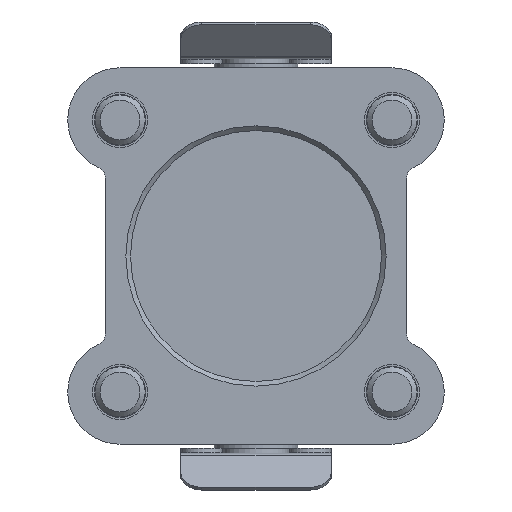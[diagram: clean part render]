
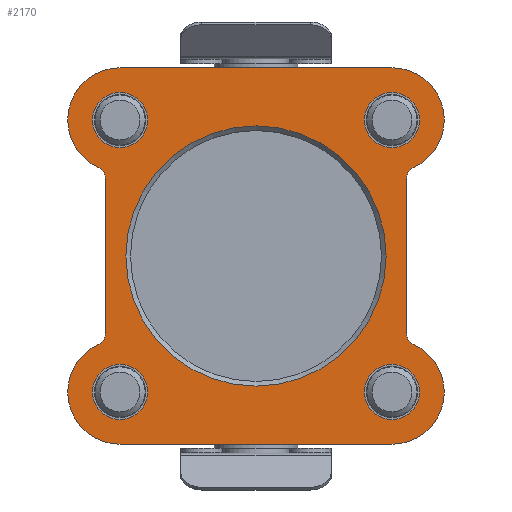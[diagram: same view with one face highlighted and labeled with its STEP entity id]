
A CAD part, front view. The second image highlights one B-rep face of the part: STEP entity #2170.
In plain terms, the highlighted planar face has unit normal (0, -1, 0).
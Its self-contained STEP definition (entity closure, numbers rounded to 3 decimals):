
#163=CIRCLE('',#2365,6.25);
#165=CIRCLE('',#2368,1.35);
#167=CIRCLE('',#2372,1.35);
#169=CIRCLE('',#2375,6.25);
#171=CIRCLE('',#2378,6.25);
#173=CIRCLE('',#2381,1.35);
#175=CIRCLE('',#2385,1.35);
#178=CIRCLE('',#2389,3.3);
#180=CIRCLE('',#2392,3.3);
#182=CIRCLE('',#2395,3.3);
#184=CIRCLE('',#2398,3.3);
#185=CIRCLE('',#2400,6.25);
#187=CIRCLE('',#2403,15.55);
#282=LINE('',#3411,#434);
#289=LINE('',#3430,#441);
#308=LINE('',#3494,#460);
#317=LINE('',#3526,#469);
#434=VECTOR('',#2655,1000.);
#441=VECTOR('',#2668,1000.);
#460=VECTOR('',#2727,1000.);
#469=VECTOR('',#2762,1000.);
#692=ORIENTED_EDGE('',*,*,#1280,.F.);
#693=ORIENTED_EDGE('',*,*,#1277,.T.);
#694=ORIENTED_EDGE('',*,*,#1275,.T.);
#695=ORIENTED_EDGE('',*,*,#1273,.T.);
#696=ORIENTED_EDGE('',*,*,#1271,.T.);
#697=ORIENTED_EDGE('',*,*,#1203,.F.);
#698=ORIENTED_EDGE('',*,*,#1278,.F.);
#699=ORIENTED_EDGE('',*,*,#1267,.T.);
#700=ORIENTED_EDGE('',*,*,#1261,.F.);
#701=ORIENTED_EDGE('',*,*,#1258,.T.);
#702=ORIENTED_EDGE('',*,*,#1255,.F.);
#703=ORIENTED_EDGE('',*,*,#1212,.F.);
#704=ORIENTED_EDGE('',*,*,#1253,.F.);
#705=ORIENTED_EDGE('',*,*,#1250,.T.);
#706=ORIENTED_EDGE('',*,*,#1244,.F.);
#707=ORIENTED_EDGE('',*,*,#1241,.T.);
#708=ORIENTED_EDGE('',*,*,#1238,.F.);
#1203=EDGE_CURVE('',#1506,#1507,#282,.T.);
#1212=EDGE_CURVE('',#1515,#1516,#289,.T.);
#1238=EDGE_CURVE('',#1507,#1537,#163,.T.);
#1241=EDGE_CURVE('',#1539,#1537,#165,.T.);
#1244=EDGE_CURVE('',#1539,#1541,#308,.T.);
#1250=EDGE_CURVE('',#1545,#1541,#167,.T.);
#1253=EDGE_CURVE('',#1545,#1515,#169,.T.);
#1255=EDGE_CURVE('',#1516,#1547,#171,.T.);
#1258=EDGE_CURVE('',#1549,#1547,#173,.T.);
#1261=EDGE_CURVE('',#1549,#1551,#317,.T.);
#1267=EDGE_CURVE('',#1555,#1551,#175,.T.);
#1271=EDGE_CURVE('',#1558,#1558,#178,.T.);
#1273=EDGE_CURVE('',#1560,#1560,#180,.T.);
#1275=EDGE_CURVE('',#1562,#1562,#182,.T.);
#1277=EDGE_CURVE('',#1564,#1564,#184,.T.);
#1278=EDGE_CURVE('',#1555,#1506,#185,.T.);
#1280=EDGE_CURVE('',#1565,#1565,#187,.T.);
#1506=VERTEX_POINT('',#3410);
#1507=VERTEX_POINT('',#3412);
#1515=VERTEX_POINT('',#3429);
#1516=VERTEX_POINT('',#3431);
#1537=VERTEX_POINT('',#3483);
#1539=VERTEX_POINT('',#3489);
#1541=VERTEX_POINT('',#3495);
#1545=VERTEX_POINT('',#3506);
#1547=VERTEX_POINT('',#3515);
#1549=VERTEX_POINT('',#3521);
#1551=VERTEX_POINT('',#3527);
#1555=VERTEX_POINT('',#3538);
#1558=VERTEX_POINT('',#3546);
#1560=VERTEX_POINT('',#3551);
#1562=VERTEX_POINT('',#3556);
#1564=VERTEX_POINT('',#3561);
#1565=VERTEX_POINT('',#3567);
#1739=EDGE_LOOP('',(#692));
#1740=EDGE_LOOP('',(#693));
#1741=EDGE_LOOP('',(#694));
#1742=EDGE_LOOP('',(#695));
#1743=EDGE_LOOP('',(#696));
#1744=EDGE_LOOP('',(#697,#698,#699,#700,#701,#702,#703,#704,#705,#706,#707,
#708));
#1927=FACE_BOUND('',#1739,.T.);
#1928=FACE_BOUND('',#1740,.T.);
#1929=FACE_BOUND('',#1741,.T.);
#1930=FACE_BOUND('',#1742,.T.);
#1931=FACE_BOUND('',#1743,.T.);
#1932=FACE_BOUND('',#1744,.T.);
#2095=PLANE('',#2402);
#2170=ADVANCED_FACE('',(#1927,#1928,#1929,#1930,#1931,#1932),#2095,.F.);
#2365=AXIS2_PLACEMENT_3D('',#3482,#2713,#2714);
#2368=AXIS2_PLACEMENT_3D('',#3488,#2720,#2721);
#2372=AXIS2_PLACEMENT_3D('',#3505,#2735,#2736);
#2375=AXIS2_PLACEMENT_3D('',#3511,#2742,#2743);
#2378=AXIS2_PLACEMENT_3D('',#3514,#2748,#2749);
#2381=AXIS2_PLACEMENT_3D('',#3520,#2755,#2756);
#2385=AXIS2_PLACEMENT_3D('',#3537,#2770,#2771);
#2389=AXIS2_PLACEMENT_3D('',#3545,#2779,#2780);
#2392=AXIS2_PLACEMENT_3D('',#3550,#2785,#2786);
#2395=AXIS2_PLACEMENT_3D('',#3555,#2791,#2792);
#2398=AXIS2_PLACEMENT_3D('',#3560,#2797,#2798);
#2400=AXIS2_PLACEMENT_3D('',#3563,#2801,#2802);
#2402=AXIS2_PLACEMENT_3D('',#3565,#2805,#2806);
#2403=AXIS2_PLACEMENT_3D('',#3566,#2807,#2808);
#2655=DIRECTION('',(-1.,0.,0.));
#2668=DIRECTION('',(1.,0.,0.));
#2713=DIRECTION('',(0.,1.,0.));
#2714=DIRECTION('',(1.,0.,0.));
#2720=DIRECTION('',(0.,1.,0.));
#2721=DIRECTION('',(1.,0.,0.));
#2727=DIRECTION('',(0.,0.,1.));
#2735=DIRECTION('',(0.,1.,0.));
#2736=DIRECTION('',(1.,0.,0.));
#2742=DIRECTION('',(0.,1.,0.));
#2743=DIRECTION('',(1.,0.,0.));
#2748=DIRECTION('',(0.,1.,0.));
#2749=DIRECTION('',(1.,0.,0.));
#2755=DIRECTION('',(0.,1.,0.));
#2756=DIRECTION('',(1.,0.,0.));
#2762=DIRECTION('',(0.,0.,-1.));
#2770=DIRECTION('',(0.,1.,0.));
#2771=DIRECTION('',(1.,0.,0.));
#2779=DIRECTION('',(0.,1.,0.));
#2780=DIRECTION('',(1.,0.,0.));
#2785=DIRECTION('',(0.,1.,0.));
#2786=DIRECTION('',(1.,0.,0.));
#2791=DIRECTION('',(0.,1.,0.));
#2792=DIRECTION('',(1.,0.,0.));
#2797=DIRECTION('',(0.,1.,0.));
#2798=DIRECTION('',(1.,0.,0.));
#2801=DIRECTION('',(0.,1.,0.));
#2802=DIRECTION('',(1.,0.,0.));
#2805=DIRECTION('',(0.,1.,0.));
#2806=DIRECTION('',(0.,0.,1.));
#2807=DIRECTION('',(0.,-1.,0.));
#2808=DIRECTION('',(0.,0.,-1.));
#3410=CARTESIAN_POINT('',(16.25,0.,-22.5));
#3411=CARTESIAN_POINT('',(16.25,0.,-22.5));
#3412=CARTESIAN_POINT('',(-16.25,0.,-22.5));
#3429=CARTESIAN_POINT('',(-16.25,0.,22.5));
#3430=CARTESIAN_POINT('',(-16.25,0.,22.5));
#3431=CARTESIAN_POINT('',(16.25,0.,22.5));
#3482=CARTESIAN_POINT('',(-16.25,0.,-16.25));
#3483=CARTESIAN_POINT('',(-18.79,0.,-10.539));
#3488=CARTESIAN_POINT('',(-19.339,0.,-9.306));
#3489=CARTESIAN_POINT('',(-17.989,0.,-9.306));
#3494=CARTESIAN_POINT('',(-17.989,0.,-9.306));
#3495=CARTESIAN_POINT('',(-17.989,0.,9.306));
#3505=CARTESIAN_POINT('',(-19.339,0.,9.306));
#3506=CARTESIAN_POINT('',(-18.79,0.,10.539));
#3511=CARTESIAN_POINT('',(-16.25,0.,16.25));
#3514=CARTESIAN_POINT('',(16.25,0.,16.25));
#3515=CARTESIAN_POINT('',(18.79,0.,10.539));
#3520=CARTESIAN_POINT('',(19.339,0.,9.306));
#3521=CARTESIAN_POINT('',(17.989,0.,9.306));
#3526=CARTESIAN_POINT('',(17.989,0.,9.306));
#3527=CARTESIAN_POINT('',(17.989,0.,-9.306));
#3537=CARTESIAN_POINT('',(19.339,0.,-9.306));
#3538=CARTESIAN_POINT('',(18.79,0.,-10.539));
#3545=CARTESIAN_POINT('',(16.25,0.,-16.25));
#3546=CARTESIAN_POINT('',(19.55,0.,-16.25));
#3550=CARTESIAN_POINT('',(16.25,0.,16.25));
#3551=CARTESIAN_POINT('',(19.55,0.,16.25));
#3555=CARTESIAN_POINT('',(-16.25,0.,-16.25));
#3556=CARTESIAN_POINT('',(-12.95,0.,-16.25));
#3560=CARTESIAN_POINT('',(-16.25,0.,16.25));
#3561=CARTESIAN_POINT('',(-12.95,0.,16.25));
#3563=CARTESIAN_POINT('',(16.25,0.,-16.25));
#3565=CARTESIAN_POINT('',(-16.25,0.,-16.25));
#3566=CARTESIAN_POINT('',(0.,0.,0.));
#3567=CARTESIAN_POINT('',(0.,0.,-15.55));
